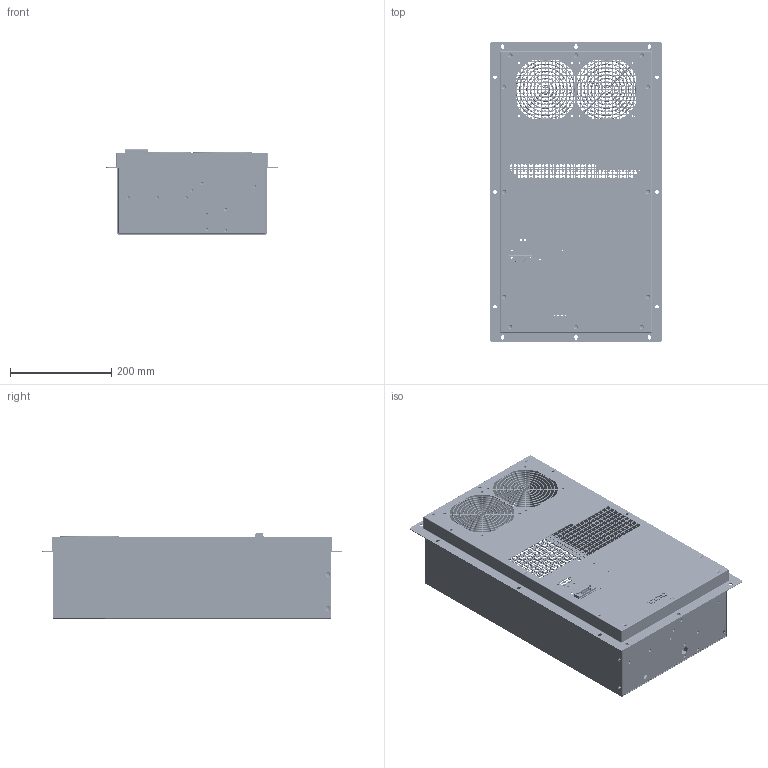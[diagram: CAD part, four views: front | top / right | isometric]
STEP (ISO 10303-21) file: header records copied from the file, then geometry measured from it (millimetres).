
FILE_DESCRIPTION (( 'STEP AP203' ), '1' );
FILE_NAME ('HEC0500BFA.STEP', '2020-11-03T01:55:58', ( '' ), ( '' ), 'SwSTEP 2.0', 'SolidWorks 2016', '' );
FILE_SCHEMA (( 'CONFIG_CONTROL_DESIGN' ));
Length unit declared in the file: millimetre
Products named in the file (9): HEC0500BFA; CASE COVER 500W V1.0; Drain outside assy; p-coverX01; Drain pipe; 2EHDP-05P; Case 0.5kw V1.0; CASE BASE PLATE V1.0; Drain Pan-outside
Assembly tree (9 placements, depth 3):
  HEC0500BFA
    CASE BASE PLATE V1.0
    Case 0.5kw V1.0
    CASE COVER 500W V1.0
    Drain outside assy
      Drain Pan-outside
      Drain pipe
    2EHDP-05P
    p-coverX01  x2
Bounding box: 339.5 x 594.5 x 168.2 mm (x, y, z)
Volume: 727691.1 mm3; surface area: 1300571.3 mm2
Topology: 8 solids, 8 shells, 5009 faces, 14577 edges, 9616 vertices
Faces by surface type: cylinder 3061, plane 1664, torus 188, cone 80, bspline 12, sphere 4
Entity records: 173173 total; most frequent: DIRECTION 30316, CARTESIAN_POINT 29680, ORIENTED_EDGE 28534, EDGE_CURVE 14267, AXIS2_PLACEMENT_3D 11278, VERTEX_POINT 9416, EDGE_LOOP 8445, VECTOR 7760
